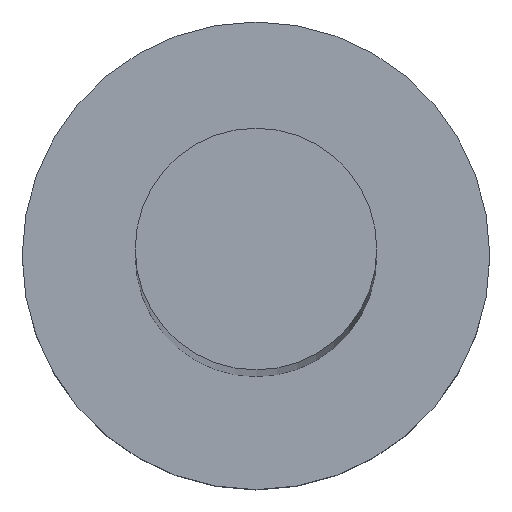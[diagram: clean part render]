
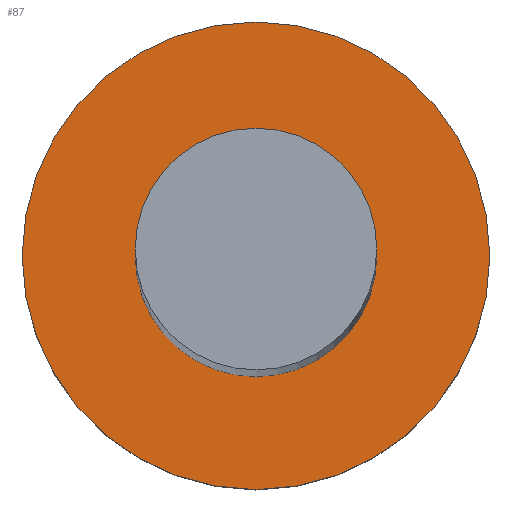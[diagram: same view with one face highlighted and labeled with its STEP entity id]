
A CAD part, top view. The second image highlights one B-rep face of the part: STEP entity #87.
In plain terms, the highlighted planar face has unit normal (0, 0, 1).
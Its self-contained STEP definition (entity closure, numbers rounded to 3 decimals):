
#1 = VERTEX_POINT ( 'NONE', #135 ) ;
#2 = EDGE_CURVE ( 'NONE', #221, #182, #68, .T. ) ;
#6 = CARTESIAN_POINT ( 'NONE',  ( 0., 0., 5. ) ) ;
#14 = CARTESIAN_POINT ( 'NONE',  ( 0., 0., 5. ) ) ;
#19 = DIRECTION ( 'NONE',  ( 0., 0., 1. ) ) ;
#34 = AXIS2_PLACEMENT_3D ( 'NONE', #14, #173, #128 ) ;
#35 = EDGE_CURVE ( 'NONE', #1, #200, #107, .T. ) ;
#62 = DIRECTION ( 'NONE',  ( 1., 0., 0. ) ) ;
#68 = CIRCLE ( 'NONE', #89, 6. ) ;
#87 = ADVANCED_FACE ( 'NONE', ( #203, #183 ), #115, .T. ) ;
#89 = AXIS2_PLACEMENT_3D ( 'NONE', #97, #19, #238 ) ;
#90 = EDGE_CURVE ( 'NONE', #200, #1, #94, .T. ) ;
#94 = CIRCLE ( 'NONE', #163, 3.1 ) ;
#97 = CARTESIAN_POINT ( 'NONE',  ( 0., 0., 5. ) ) ;
#99 = DIRECTION ( 'NONE',  ( 1., 0., 0. ) ) ;
#107 = CIRCLE ( 'NONE', #137, 3.1 ) ;
#115 = PLANE ( 'NONE',  #175 ) ;
#116 = ORIENTED_EDGE ( 'NONE', *, *, #2, .T. ) ;
#120 = ORIENTED_EDGE ( 'NONE', *, *, #90, .F. ) ;
#128 = DIRECTION ( 'NONE',  ( 1., 0., 0. ) ) ;
#131 = CARTESIAN_POINT ( 'NONE',  ( 0., 0., 5. ) ) ;
#135 = CARTESIAN_POINT ( 'NONE',  ( 3.1, 0., 5. ) ) ;
#136 = EDGE_LOOP ( 'NONE', ( #116, #159 ) ) ;
#137 = AXIS2_PLACEMENT_3D ( 'NONE', #157, #241, #62 ) ;
#145 = EDGE_CURVE ( 'NONE', #182, #221, #146, .T. ) ;
#146 = CIRCLE ( 'NONE', #34, 6. ) ;
#157 = CARTESIAN_POINT ( 'NONE',  ( 0., 0., 5. ) ) ;
#159 = ORIENTED_EDGE ( 'NONE', *, *, #145, .T. ) ;
#163 = AXIS2_PLACEMENT_3D ( 'NONE', #6, #197, #99 ) ;
#173 = DIRECTION ( 'NONE',  ( 0., 0., 1. ) ) ;
#174 = CARTESIAN_POINT ( 'NONE',  ( -3.1, 0., 5. ) ) ;
#175 = AXIS2_PLACEMENT_3D ( 'NONE', #131, #243, #253 ) ;
#179 = EDGE_LOOP ( 'NONE', ( #120, #184 ) ) ;
#182 = VERTEX_POINT ( 'NONE', #233 ) ;
#183 = FACE_OUTER_BOUND ( 'NONE', #136, .T. ) ;
#184 = ORIENTED_EDGE ( 'NONE', *, *, #35, .F. ) ;
#197 = DIRECTION ( 'NONE',  ( 0., 0., 1. ) ) ;
#200 = VERTEX_POINT ( 'NONE', #174 ) ;
#203 = FACE_BOUND ( 'NONE', #179, .T. ) ;
#221 = VERTEX_POINT ( 'NONE', #234 ) ;
#233 = CARTESIAN_POINT ( 'NONE',  ( 6., 0., 5. ) ) ;
#234 = CARTESIAN_POINT ( 'NONE',  ( -6., 0., 5. ) ) ;
#238 = DIRECTION ( 'NONE',  ( 1., 0., 0. ) ) ;
#241 = DIRECTION ( 'NONE',  ( 0., 0., 1. ) ) ;
#243 = DIRECTION ( 'NONE',  ( 0., 0., 1. ) ) ;
#253 = DIRECTION ( 'NONE',  ( 1., 0., 0. ) ) ;
